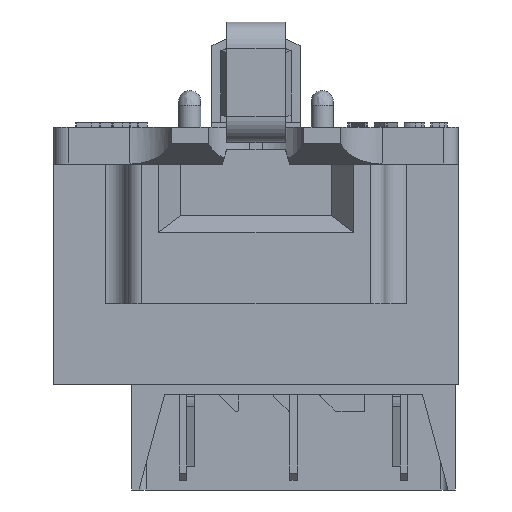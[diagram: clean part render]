
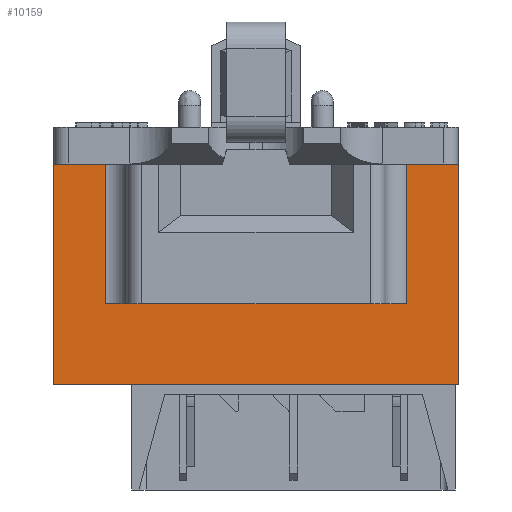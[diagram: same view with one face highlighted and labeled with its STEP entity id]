
A CAD part, front view. The second image highlights one B-rep face of the part: STEP entity #10159.
In plain terms, the highlighted planar face has unit normal (0, -1, 0).
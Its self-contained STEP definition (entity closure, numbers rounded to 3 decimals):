
#155=DIRECTION('',(-1.,0.,0.));
#156=VECTOR('',#155,3.5);
#157=CARTESIAN_POINT('',(-10.25,6.,0.));
#158=LINE('',#157,#156);
#4109=DIRECTION('',(0.,0.,1.));
#4110=VECTOR('',#4109,15.);
#4111=CARTESIAN_POINT('',(-13.75,6.,-15.));
#4112=LINE('',#4111,#4110);
#4116=DIRECTION('',(-1.,0.,0.));
#4117=VECTOR('',#4116,20.5);
#4118=CARTESIAN_POINT('',(10.25,6.,-9.5));
#4119=LINE('',#4118,#4117);
#4176=DIRECTION('',(0.,0.,1.));
#4177=VECTOR('',#4176,9.5);
#4178=CARTESIAN_POINT('',(-10.25,6.,-9.5));
#4179=LINE('',#4178,#4177);
#4278=DIRECTION('',(-1.,0.,0.));
#4279=VECTOR('',#4278,3.5);
#4280=CARTESIAN_POINT('',(13.75,6.,0.));
#4281=LINE('',#4280,#4279);
#4424=DIRECTION('',(0.,0.,1.));
#4425=VECTOR('',#4424,15.);
#4426=CARTESIAN_POINT('',(13.75,6.,-15.));
#4427=LINE('',#4426,#4425);
#4445=DIRECTION('',(1.,0.,0.));
#4446=VECTOR('',#4445,27.5);
#4447=CARTESIAN_POINT('',(-13.75,6.,-15.));
#4448=LINE('',#4447,#4446);
#4542=DIRECTION('',(0.,0.,-1.));
#4543=VECTOR('',#4542,9.5);
#4544=CARTESIAN_POINT('',(10.25,6.,0.));
#4545=LINE('',#4544,#4543);
#4564=CARTESIAN_POINT('',(-10.25,6.,0.));
#4565=VERTEX_POINT('',#4564);
#4566=CARTESIAN_POINT('',(-13.75,6.,0.));
#4567=VERTEX_POINT('',#4566);
#4914=CARTESIAN_POINT('',(-13.75,6.,-15.));
#4915=VERTEX_POINT('',#4914);
#4918=CARTESIAN_POINT('',(10.25,6.,-9.5));
#4919=CARTESIAN_POINT('',(-10.25,6.,-9.5));
#4920=VERTEX_POINT('',#4918);
#4921=VERTEX_POINT('',#4919);
#4922=CARTESIAN_POINT('',(10.25,6.,0.));
#4923=VERTEX_POINT('',#4922);
#4924=CARTESIAN_POINT('',(13.75,6.,0.));
#4925=VERTEX_POINT('',#4924);
#4926=CARTESIAN_POINT('',(13.75,6.,-15.));
#4927=VERTEX_POINT('',#4926);
#10138=CARTESIAN_POINT('',(13.75,6.,0.));
#10139=DIRECTION('',(0.,-1.,0.));
#10140=DIRECTION('',(-1.,0.,0.));
#10141=AXIS2_PLACEMENT_3D('',#10138,#10139,#10140);
#10142=PLANE('',#10141);
#10144=ORIENTED_EDGE('',*,*,#10143,.F.);
#10146=ORIENTED_EDGE('',*,*,#10145,.F.);
#10148=ORIENTED_EDGE('',*,*,#10147,.F.);
#10150=ORIENTED_EDGE('',*,*,#10149,.F.);
#10152=ORIENTED_EDGE('',*,*,#10151,.F.);
#10153=ORIENTED_EDGE('',*,*,#9981,.T.);
#10154=ORIENTED_EDGE('',*,*,#5306,.F.);
#10156=ORIENTED_EDGE('',*,*,#10155,.F.);
#10157=EDGE_LOOP('',(#10144,#10146,#10148,#10150,#10152,#10153,#10154,#10156));
#10158=FACE_OUTER_BOUND('',#10157,.F.);
#5306=EDGE_CURVE('',#4565,#4567,#158,.T.);
#9981=EDGE_CURVE('',#4915,#4567,#4112,.T.);
#10143=EDGE_CURVE('',#4920,#4921,#4119,.T.);
#10145=EDGE_CURVE('',#4923,#4920,#4545,.T.);
#10147=EDGE_CURVE('',#4925,#4923,#4281,.T.);
#10149=EDGE_CURVE('',#4927,#4925,#4427,.T.);
#10151=EDGE_CURVE('',#4915,#4927,#4448,.T.);
#10155=EDGE_CURVE('',#4921,#4565,#4179,.T.);
#10159=ADVANCED_FACE('',(#10158),#10142,.T.);
